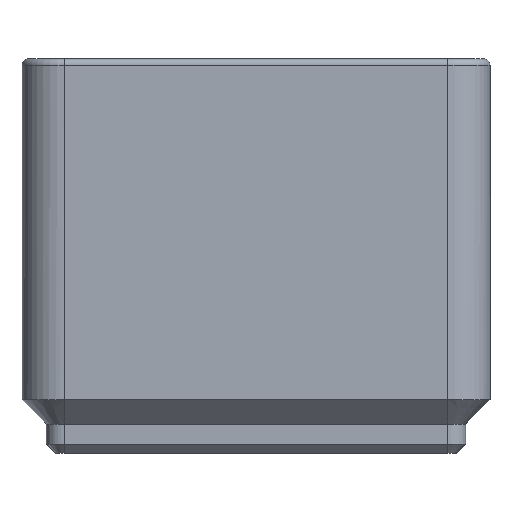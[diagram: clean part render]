
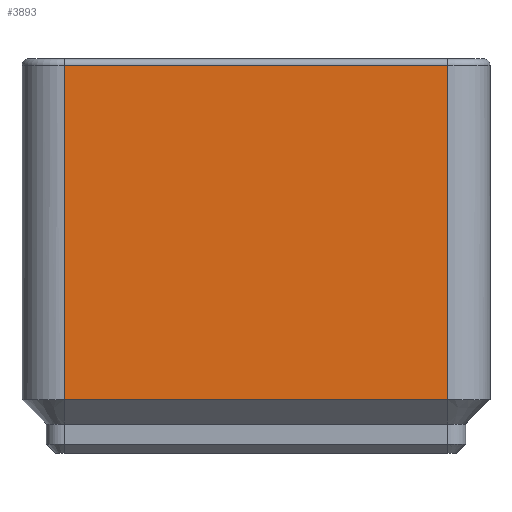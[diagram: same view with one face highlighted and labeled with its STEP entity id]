
A CAD part, left-side view. The second image highlights one B-rep face of the part: STEP entity #3893.
In plain terms, the highlighted planar face has unit normal (-1, 0, 0).
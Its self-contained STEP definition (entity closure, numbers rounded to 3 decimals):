
#840 = CYLINDRICAL_SURFACE('',#841,0.6);
#841 = AXIS2_PLACEMENT_3D('',#842,#843,#844);
#842 = CARTESIAN_POINT('',(0.85,4.,34.4));
#843 = DIRECTION('',(0.,-1.,0.));
#844 = DIRECTION('',(1.,0.,0.));
#1836 = VERTEX_POINT('',#1837);
#1837 = CARTESIAN_POINT('',(0.25,4.,34.4));
#1854 = CYLINDRICAL_SURFACE('',#1855,3.75);
#1855 = AXIS2_PLACEMENT_3D('',#1856,#1857,#1858);
#1856 = CARTESIAN_POINT('',(4.,4.,0.));
#1857 = DIRECTION('',(0.,0.,1.));
#1858 = DIRECTION('',(1.,0.,0.));
#1914 = EDGE_CURVE('',#1915,#1836,#1917,.T.);
#1915 = VERTEX_POINT('',#1916);
#1916 = CARTESIAN_POINT('',(0.25,38.,34.4));
#1917 = SURFACE_CURVE('',#1918,(#1922,#1929),.PCURVE_S1.);
#1918 = LINE('',#1919,#1920);
#1919 = CARTESIAN_POINT('',(0.25,4.,34.4));
#1920 = VECTOR('',#1921,1.);
#1921 = DIRECTION('',(0.,-1.,0.));
#1922 = PCURVE('',#840,#1923);
#1923 = DEFINITIONAL_REPRESENTATION('',(#1924),#1928);
#1924 = LINE('',#1925,#1926);
#1925 = CARTESIAN_POINT('',(3.142,0.));
#1926 = VECTOR('',#1927,1.);
#1927 = DIRECTION('',(0.,1.));
#1928 = ( GEOMETRIC_REPRESENTATION_CONTEXT(2) 
PARAMETRIC_REPRESENTATION_CONTEXT() REPRESENTATION_CONTEXT('2D SPACE',''
  ) );
#1929 = PCURVE('',#1930,#1935);
#1930 = PLANE('',#1931);
#1931 = AXIS2_PLACEMENT_3D('',#1932,#1933,#1934);
#1932 = CARTESIAN_POINT('',(0.25,21.,17.2));
#1933 = DIRECTION('',(-1.,0.,0.));
#1934 = DIRECTION('',(0.,0.,-1.));
#1935 = DEFINITIONAL_REPRESENTATION('',(#1936),#1940);
#1936 = LINE('',#1937,#1938);
#1937 = CARTESIAN_POINT('',(-17.2,17.));
#1938 = VECTOR('',#1939,1.);
#1939 = DIRECTION('',(0.,1.));
#1940 = ( GEOMETRIC_REPRESENTATION_CONTEXT(2) 
PARAMETRIC_REPRESENTATION_CONTEXT() REPRESENTATION_CONTEXT('2D SPACE',''
  ) );
#2041 = CYLINDRICAL_SURFACE('',#2042,3.75);
#2042 = AXIS2_PLACEMENT_3D('',#2043,#2044,#2045);
#2043 = CARTESIAN_POINT('',(4.,38.,0.));
#2044 = DIRECTION('',(0.,0.,1.));
#2045 = DIRECTION('',(1.,0.,0.));
#3764 = EDGE_CURVE('',#3765,#1836,#3767,.T.);
#3765 = VERTEX_POINT('',#3766);
#3766 = CARTESIAN_POINT('',(0.25,4.,4.75));
#3767 = SURFACE_CURVE('',#3768,(#3772,#3779),.PCURVE_S1.);
#3768 = LINE('',#3769,#3770);
#3769 = CARTESIAN_POINT('',(0.25,4.,0.));
#3770 = VECTOR('',#3771,1.);
#3771 = DIRECTION('',(0.,0.,1.));
#3772 = PCURVE('',#1854,#3773);
#3773 = DEFINITIONAL_REPRESENTATION('',(#3774),#3778);
#3774 = LINE('',#3775,#3776);
#3775 = CARTESIAN_POINT('',(3.142,0.));
#3776 = VECTOR('',#3777,1.);
#3777 = DIRECTION('',(0.,1.));
#3778 = ( GEOMETRIC_REPRESENTATION_CONTEXT(2) 
PARAMETRIC_REPRESENTATION_CONTEXT() REPRESENTATION_CONTEXT('2D SPACE',''
  ) );
#3779 = PCURVE('',#1930,#3780);
#3780 = DEFINITIONAL_REPRESENTATION('',(#3781),#3785);
#3781 = LINE('',#3782,#3783);
#3782 = CARTESIAN_POINT('',(17.2,17.));
#3783 = VECTOR('',#3784,1.);
#3784 = DIRECTION('',(-1.,0.));
#3785 = ( GEOMETRIC_REPRESENTATION_CONTEXT(2) 
PARAMETRIC_REPRESENTATION_CONTEXT() REPRESENTATION_CONTEXT('2D SPACE',''
  ) );
#3893 = ADVANCED_FACE('',(#3894),#1930,.T.);
#3894 = FACE_BOUND('',#3895,.T.);
#3895 = EDGE_LOOP('',(#3896,#3897,#3920,#3946));
#3896 = ORIENTED_EDGE('',*,*,#1914,.F.);
#3897 = ORIENTED_EDGE('',*,*,#3898,.F.);
#3898 = EDGE_CURVE('',#3899,#1915,#3901,.T.);
#3899 = VERTEX_POINT('',#3900);
#3900 = CARTESIAN_POINT('',(0.25,38.,4.75));
#3901 = SURFACE_CURVE('',#3902,(#3906,#3913),.PCURVE_S1.);
#3902 = LINE('',#3903,#3904);
#3903 = CARTESIAN_POINT('',(0.25,38.,0.));
#3904 = VECTOR('',#3905,1.);
#3905 = DIRECTION('',(0.,0.,1.));
#3906 = PCURVE('',#1930,#3907);
#3907 = DEFINITIONAL_REPRESENTATION('',(#3908),#3912);
#3908 = LINE('',#3909,#3910);
#3909 = CARTESIAN_POINT('',(17.2,-17.));
#3910 = VECTOR('',#3911,1.);
#3911 = DIRECTION('',(-1.,0.));
#3912 = ( GEOMETRIC_REPRESENTATION_CONTEXT(2) 
PARAMETRIC_REPRESENTATION_CONTEXT() REPRESENTATION_CONTEXT('2D SPACE',''
  ) );
#3913 = PCURVE('',#2041,#3914);
#3914 = DEFINITIONAL_REPRESENTATION('',(#3915),#3919);
#3915 = LINE('',#3916,#3917);
#3916 = CARTESIAN_POINT('',(3.142,0.));
#3917 = VECTOR('',#3918,1.);
#3918 = DIRECTION('',(0.,1.));
#3919 = ( GEOMETRIC_REPRESENTATION_CONTEXT(2) 
PARAMETRIC_REPRESENTATION_CONTEXT() REPRESENTATION_CONTEXT('2D SPACE',''
  ) );
#3920 = ORIENTED_EDGE('',*,*,#3921,.F.);
#3921 = EDGE_CURVE('',#3765,#3899,#3922,.T.);
#3922 = SURFACE_CURVE('',#3923,(#3927,#3934),.PCURVE_S1.);
#3923 = LINE('',#3924,#3925);
#3924 = CARTESIAN_POINT('',(0.25,12.5,4.75));
#3925 = VECTOR('',#3926,1.);
#3926 = DIRECTION('',(0.,1.,0.));
#3927 = PCURVE('',#1930,#3928);
#3928 = DEFINITIONAL_REPRESENTATION('',(#3929),#3933);
#3929 = LINE('',#3930,#3931);
#3930 = CARTESIAN_POINT('',(12.45,8.5));
#3931 = VECTOR('',#3932,1.);
#3932 = DIRECTION('',(0.,-1.));
#3933 = ( GEOMETRIC_REPRESENTATION_CONTEXT(2) 
PARAMETRIC_REPRESENTATION_CONTEXT() REPRESENTATION_CONTEXT('2D SPACE',''
  ) );
#3934 = PCURVE('',#3935,#3940);
#3935 = PLANE('',#3936);
#3936 = AXIS2_PLACEMENT_3D('',#3937,#3938,#3939);
#3937 = CARTESIAN_POINT('',(2.4,4.,2.6));
#3938 = DIRECTION('',(0.707,0.,0.707));
#3939 = DIRECTION('',(0.,-1.,0.));
#3940 = DEFINITIONAL_REPRESENTATION('',(#3941),#3945);
#3941 = LINE('',#3942,#3943);
#3942 = CARTESIAN_POINT('',(-8.5,-3.041));
#3943 = VECTOR('',#3944,1.);
#3944 = DIRECTION('',(-1.,0.));
#3945 = ( GEOMETRIC_REPRESENTATION_CONTEXT(2) 
PARAMETRIC_REPRESENTATION_CONTEXT() REPRESENTATION_CONTEXT('2D SPACE',''
  ) );
#3946 = ORIENTED_EDGE('',*,*,#3764,.T.);
